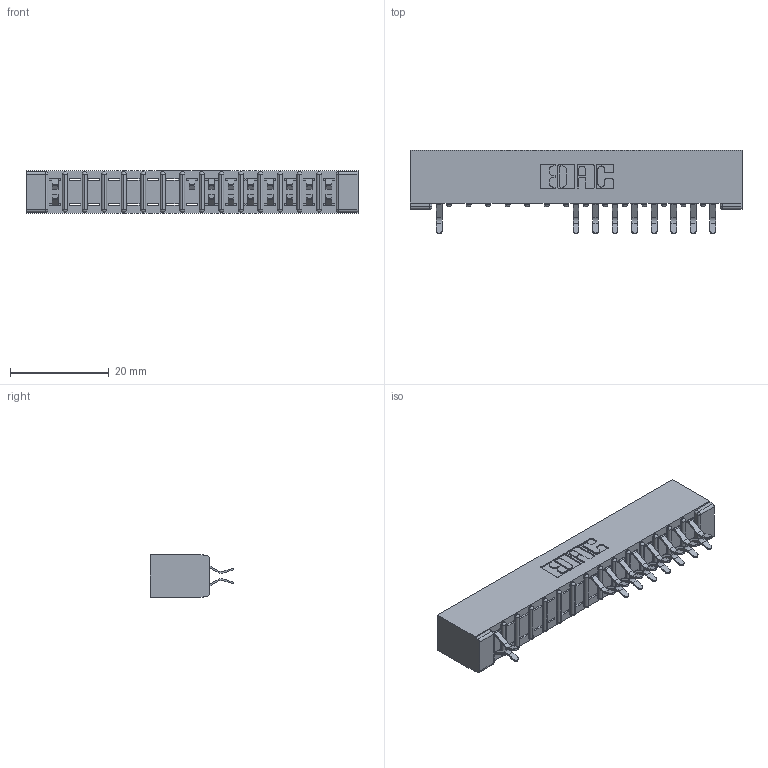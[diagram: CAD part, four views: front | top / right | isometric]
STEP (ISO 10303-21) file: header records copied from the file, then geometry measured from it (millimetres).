
FILE_DESCRIPTION (( 'STEP AP203' ), '1' );
FILE_NAME ('307-030-556-201.STEP', '2018-08-04T19:47:02', ( '' ), ( '' ), 'SwSTEP 2.0', 'SolidWorks 2016', '' );
FILE_SCHEMA (( 'CONFIG_CONTROL_DESIGN' ));
Length unit declared in the file: inch
Products named in the file (3): 307 Part_No Mounting Lugs; 307-290-001_556; 307-030-556-201
Assembly tree (18 placements, depth 2):
  307-030-556-201
    307 Part_No Mounting Lugs
    307-290-001_556  x17
Bounding box: 67.31 x 16.97 x 8.71 mm (x, y, z)
Volume: 4465.3 mm3; surface area: 6981.5 mm2
Topology: 18 solids, 18 shells, 1106 faces, 3129 edges, 2018 vertices
Faces by surface type: plane 705, cylinder 369, sphere 32
Entity records: 16078 total; most frequent: CARTESIAN_POINT 2690, ORIENTED_EDGE 2674, DIRECTION 2633, EDGE_CURVE 1337, LINE 1015, VECTOR 1015, VERTEX_POINT 866, AXIS2_PLACEMENT_3D 809
